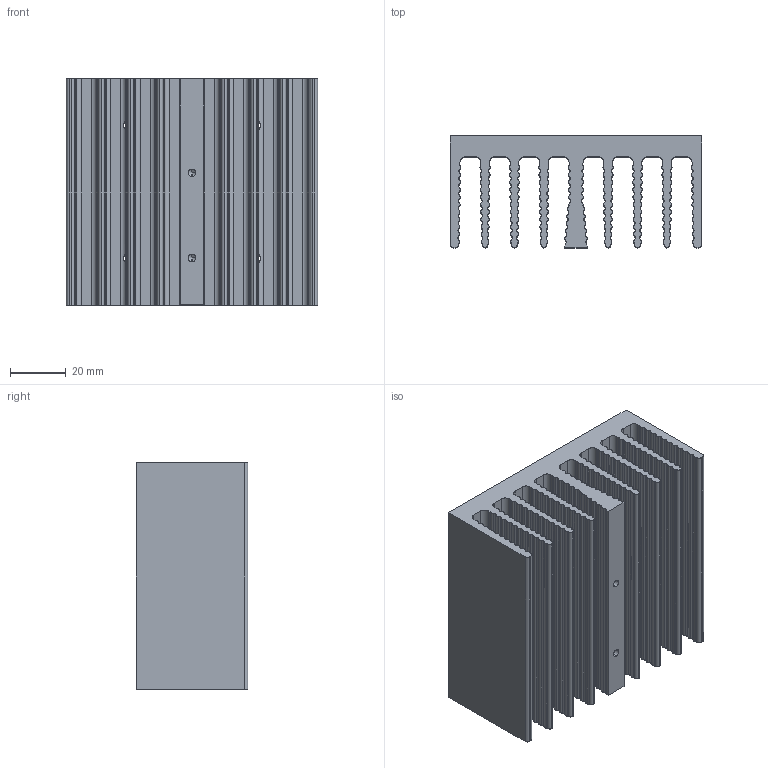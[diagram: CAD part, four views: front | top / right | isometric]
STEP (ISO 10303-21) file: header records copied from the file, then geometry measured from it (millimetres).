
FILE_DESCRIPTION (( 'STEP AP214' ), '1' );
FILE_NAME ('107508.STEP', '2011-07-09T20:08:40', ( 'LALo' ), ( 'Edi Foundation' ), 'SwSTEP 2.0', 'SolidWorks 2011', '' );
FILE_SCHEMA (( 'AUTOMOTIVE_DESIGN' ));
Length unit declared in the file: inch
Products named in the file (1): 107508
Bounding box: 90.02 x 40.01 x 81 mm (x, y, z)
Surface area: 69575.9 mm2 (no closed solid volume)
Topology: 0 solids, 664 shells, 668 faces, 3954 edges, 3930 vertices
Faces by surface type: cylinder 599, plane 49, cone 20
Entity records: 66778 total; most frequent: CARTESIAN_POINT 39063, DIRECTION 5242, ORIENTED_EDGE 3938, EDGE_CURVE 3934, VERTEX_POINT 3930, AXIS2_PLACEMENT_3D 1897, VECTOR 1448, LINE 1448
